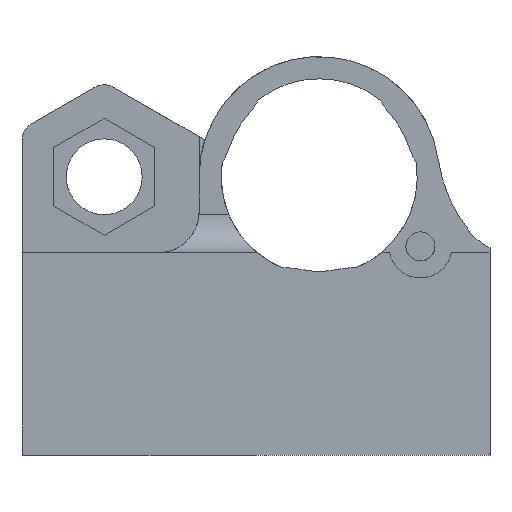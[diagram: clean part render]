
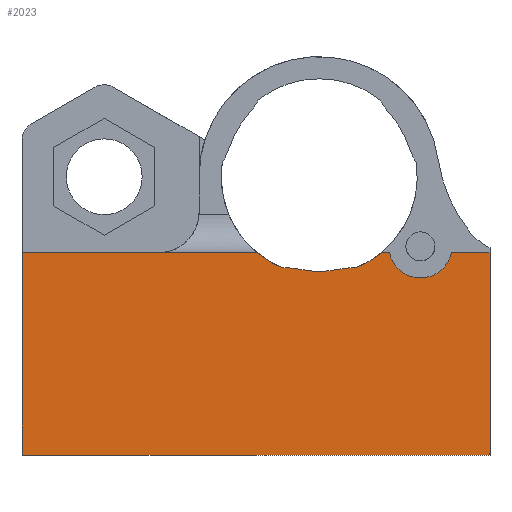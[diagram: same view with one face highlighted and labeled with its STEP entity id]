
A CAD part, front view. The second image highlights one B-rep face of the part: STEP entity #2023.
In plain terms, the highlighted planar face has unit normal (0, -1, 0).
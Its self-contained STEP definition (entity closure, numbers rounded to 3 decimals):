
#76=CIRCLE('',#2120,2.5);
#82=CIRCLE('',#2130,5.75);
#85=CIRCLE('',#2134,7.5);
#87=CIRCLE('',#2137,5.75);
#104=CIRCLE('',#2162,7.75);
#110=CIRCLE('',#2182,7.75);
#249=FACE_OUTER_BOUND('',#361,.T.);
#361=EDGE_LOOP('',(#1749,#1750,#1751,#1752,#1753,#1754,#1755,#1756,#1757,
#1758,#1759,#1760));
#439=LINE('',#2946,#647);
#468=LINE('',#3007,#676);
#517=LINE('',#3164,#725);
#563=LINE('',#3351,#771);
#572=LINE('',#3393,#780);
#573=LINE('',#3394,#781);
#647=VECTOR('',#2349,10.);
#676=VECTOR('',#2402,10.);
#725=VECTOR('',#2519,10.);
#771=VECTOR('',#2701,10.);
#780=VECTOR('',#2744,10.);
#781=VECTOR('',#2745,10.);
#849=VERTEX_POINT('',#2942);
#851=VERTEX_POINT('',#2945);
#866=VERTEX_POINT('',#2996);
#871=VERTEX_POINT('',#3005);
#924=VERTEX_POINT('',#3161);
#925=VERTEX_POINT('',#3163);
#927=VERTEX_POINT('',#3168);
#936=VERTEX_POINT('',#3194);
#937=VERTEX_POINT('',#3196);
#940=VERTEX_POINT('',#3204);
#942=VERTEX_POINT('',#3210);
#982=VERTEX_POINT('',#3392);
#1062=EDGE_CURVE('',#849,#851,#439,.F.);
#1091=EDGE_CURVE('',#866,#871,#468,.T.);
#1158=EDGE_CURVE('',#924,#925,#517,.F.);
#1162=EDGE_CURVE('',#925,#927,#76,.F.);
#1174=EDGE_CURVE('',#937,#936,#82,.F.);
#1179=EDGE_CURVE('',#936,#940,#85,.F.);
#1182=EDGE_CURVE('',#942,#940,#87,.T.);
#1207=EDGE_CURVE('',#924,#937,#104,.T.);
#1240=EDGE_CURVE('',#942,#851,#110,.T.);
#1244=EDGE_CURVE('',#927,#871,#563,.F.);
#1260=EDGE_CURVE('',#982,#866,#572,.T.);
#1261=EDGE_CURVE('',#849,#982,#573,.T.);
#1749=ORIENTED_EDGE('',*,*,#1260,.T.);
#1750=ORIENTED_EDGE('',*,*,#1091,.T.);
#1751=ORIENTED_EDGE('',*,*,#1244,.F.);
#1752=ORIENTED_EDGE('',*,*,#1162,.F.);
#1753=ORIENTED_EDGE('',*,*,#1158,.F.);
#1754=ORIENTED_EDGE('',*,*,#1207,.T.);
#1755=ORIENTED_EDGE('',*,*,#1174,.T.);
#1756=ORIENTED_EDGE('',*,*,#1179,.T.);
#1757=ORIENTED_EDGE('',*,*,#1182,.F.);
#1758=ORIENTED_EDGE('',*,*,#1240,.T.);
#1759=ORIENTED_EDGE('',*,*,#1062,.F.);
#1760=ORIENTED_EDGE('',*,*,#1261,.T.);
#1923=PLANE('',#2202);
#2023=ADVANCED_FACE('',(#249),#1923,.T.);
#2120=AXIS2_PLACEMENT_3D('',#3171,#2526,#2527);
#2130=AXIS2_PLACEMENT_3D('',#3197,#2552,#2553);
#2134=AXIS2_PLACEMENT_3D('',#3206,#2562,#2563);
#2137=AXIS2_PLACEMENT_3D('',#3212,#2569,#2570);
#2162=AXIS2_PLACEMENT_3D('',#3261,#2627,#2628);
#2182=AXIS2_PLACEMENT_3D('',#3346,#2692,#2693);
#2202=AXIS2_PLACEMENT_3D('',#3391,#2742,#2743);
#2349=DIRECTION('',(-1.,0.,0.));
#2402=DIRECTION('',(0.,0.,1.));
#2519=DIRECTION('',(-1.,0.,0.));
#2526=DIRECTION('center_axis',(0.,1.,0.));
#2527=DIRECTION('ref_axis',(1.,0.,0.));
#2552=DIRECTION('center_axis',(0.,1.,0.));
#2553=DIRECTION('ref_axis',(-0.205,0.,0.979));
#2562=DIRECTION('center_axis',(0.,-1.,0.));
#2563=DIRECTION('ref_axis',(0.,0.,-1.));
#2569=DIRECTION('center_axis',(0.,1.,0.));
#2570=DIRECTION('ref_axis',(0.205,0.,0.979));
#2627=DIRECTION('center_axis',(0.,1.,0.));
#2628=DIRECTION('ref_axis',(1.,0.,0.));
#2692=DIRECTION('center_axis',(0.,1.,0.));
#2693=DIRECTION('ref_axis',(1.,0.,0.));
#2701=DIRECTION('',(-1.,0.,0.));
#2742=DIRECTION('center_axis',(0.,-1.,0.));
#2743=DIRECTION('ref_axis',(1.,0.,0.));
#2744=DIRECTION('',(1.,0.,0.));
#2745=DIRECTION('',(0.,0.,-1.));
#2942=CARTESIAN_POINT('',(18.,-170.305,-262.721));
#2945=CARTESIAN_POINT('',(36.595,-170.305,-262.721));
#2946=CARTESIAN_POINT('',(29.75,-170.305,-262.721));
#2996=CARTESIAN_POINT('',(55.,-170.305,-278.721));
#3005=CARTESIAN_POINT('',(55.,-170.305,-262.721));
#3007=CARTESIAN_POINT('',(55.,-170.305,-261.721));
#3161=CARTESIAN_POINT('',(46.405,-170.305,-262.721));
#3163=CARTESIAN_POINT('',(47.051,-170.305,-262.721));
#3164=CARTESIAN_POINT('',(29.75,-170.305,-262.721));
#3168=CARTESIAN_POINT('',(51.949,-170.305,-262.721));
#3171=CARTESIAN_POINT('Origin',(49.5,-170.305,-262.221));
#3194=CARTESIAN_POINT('',(43.037,-170.305,-264.037));
#3196=CARTESIAN_POINT('',(44.378,-170.305,-263.917));
#3197=CARTESIAN_POINT('Origin',(44.215,-170.305,-269.665));
#3204=CARTESIAN_POINT('',(39.963,-170.305,-264.037));
#3206=CARTESIAN_POINT('Origin',(41.5,-170.305,-256.696));
#3210=CARTESIAN_POINT('',(38.622,-170.305,-263.917));
#3212=CARTESIAN_POINT('Origin',(38.785,-170.305,-269.665));
#3261=CARTESIAN_POINT('Origin',(41.5,-170.305,-256.721));
#3346=CARTESIAN_POINT('Origin',(41.5,-170.305,-256.721));
#3351=CARTESIAN_POINT('',(29.75,-170.305,-262.721));
#3391=CARTESIAN_POINT('Origin',(41.5,-170.305,-253.721));
#3392=CARTESIAN_POINT('',(18.,-170.305,-278.721));
#3393=CARTESIAN_POINT('',(46.75,-170.305,-278.721));
#3394=CARTESIAN_POINT('',(18.,-170.305,-265.721));
